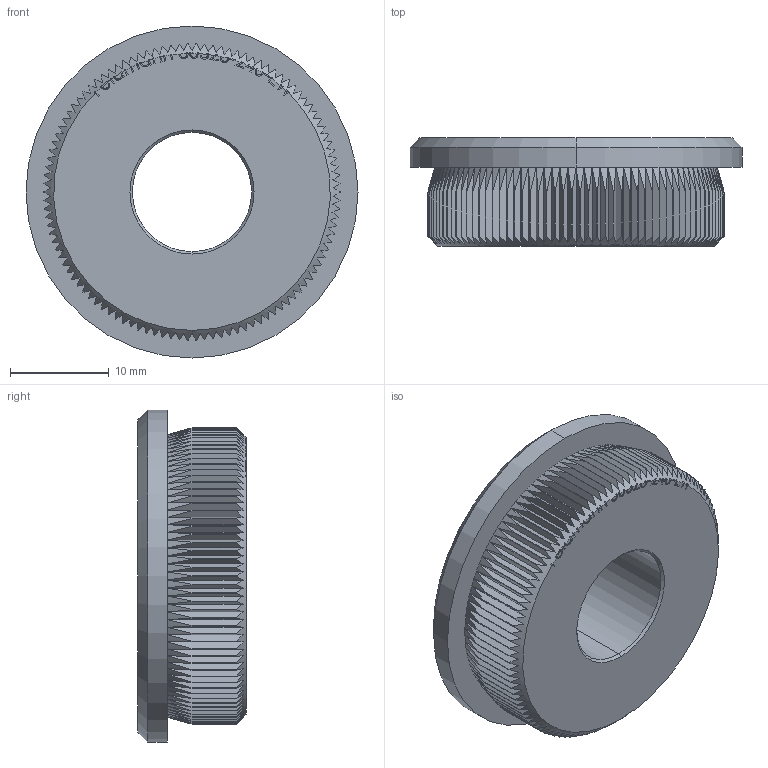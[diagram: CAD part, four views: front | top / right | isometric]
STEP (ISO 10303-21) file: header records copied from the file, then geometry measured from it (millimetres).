
FILE_DESCRIPTION (( 'STEP AP203' ), '1' );
FILE_NAME ('50321-240L.step', '2018-10-25T11:54:15', ( '' ), ( '' ), 'SwSTEP 2.0', 'SolidWorks 2015', '' );
FILE_SCHEMA (( 'CONFIG_CONTROL_DESIGN' ));
Length unit declared in the file: millimetre
Products named in the file (1): 50321-240L
Bounding box: 33.7 x 11 x 33.7 mm (x, y, z)
Volume: 6749 mm3; surface area: 3509.5 mm2
Topology: 1 solids, 1 shells, 635 faces, 1670 edges, 1038 vertices
Faces by surface type: plane 338, cone 118, cylinder 114, bspline 65
Entity records: 22420 total; most frequent: CARTESIAN_POINT 7887, ORIENTED_EDGE 3340, DIRECTION 2584, EDGE_CURVE 1670, VERTEX_POINT 1038, AXIS2_PLACEMENT_3D 980, EDGE_LOOP 638, B_SPLINE_CURVE_WITH_KNOTS 637
